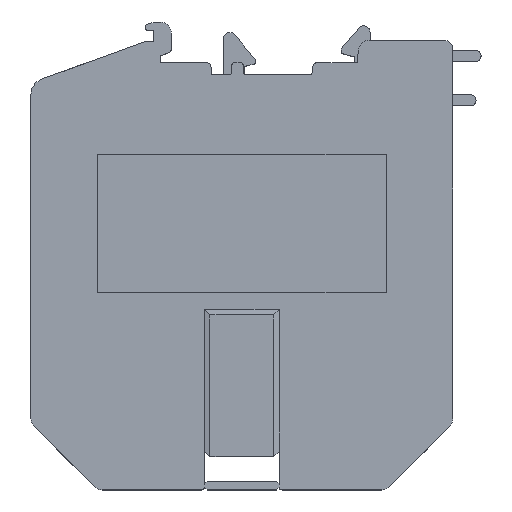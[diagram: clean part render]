
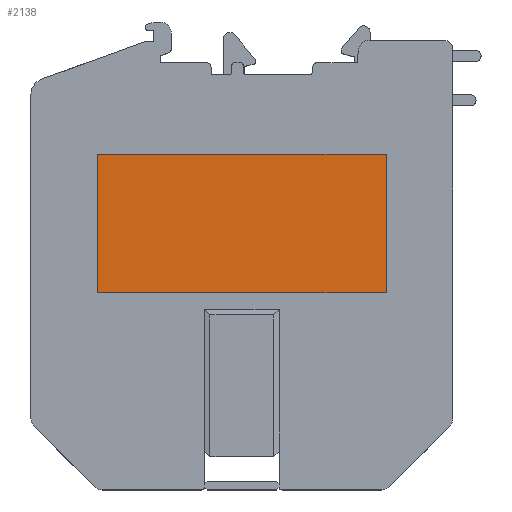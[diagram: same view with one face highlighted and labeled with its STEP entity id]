
A CAD part, top view. The second image highlights one B-rep face of the part: STEP entity #2138.
In plain terms, the highlighted planar face has unit normal (0, 0, 1).
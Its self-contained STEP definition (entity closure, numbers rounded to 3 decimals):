
#2138=ADVANCED_FACE('',(#5162),#5164,.F.);
#5162=FACE_BOUND('',#5163,.T.);
#5163=EDGE_LOOP('',(#8086,#8087,#8088,#8089));
#5164=PLANE('',#5165);
#5165=AXIS2_PLACEMENT_3D('',#5166,#5167,#5168);
#5166=CARTESIAN_POINT('',(1.2,38.1,1.05));
#5167=DIRECTION('',(0.,0.,-1.));
#5168=DIRECTION('',(-1.,0.,0.));
#8086=ORIENTED_EDGE('',*,*,#10182,.F.);
#8087=ORIENTED_EDGE('',*,*,#10186,.F.);
#8088=ORIENTED_EDGE('',*,*,#10189,.F.);
#8089=ORIENTED_EDGE('',*,*,#10191,.F.);
#10182=EDGE_CURVE('',#11967,#11969,#11970,.T.);
#10186=EDGE_CURVE('',#11974,#11967,#11976,.T.);
#10189=EDGE_CURVE('',#11979,#11974,#11981,.T.);
#10191=EDGE_CURVE('',#11969,#11979,#11983,.T.);
#11967=VERTEX_POINT('',#17709);
#11969=VERTEX_POINT('',#17713);
#11970=LINE('',#17714,#17715);
#11974=VERTEX_POINT('',#17724);
#11976=LINE('',#17728,#17729);
#11979=VERTEX_POINT('',#17735);
#11981=LINE('',#17739,#17740);
#11983=LINE('',#17745,#17746);
#17709=CARTESIAN_POINT('',(1.2,38.1,1.05));
#17713=CARTESIAN_POINT('',(-50.8,38.1,1.05));
#17714=CARTESIAN_POINT('',(1.2,38.1,1.05));
#17715=VECTOR('',#17716,1.);
#17716=DIRECTION('',(-1.,0.,0.));
#17724=CARTESIAN_POINT('',(1.2,63.1,1.05));
#17728=CARTESIAN_POINT('',(1.2,63.1,1.05));
#17729=VECTOR('',#17730,1.);
#17730=DIRECTION('',(0.,-1.,0.));
#17735=CARTESIAN_POINT('',(-50.8,63.1,1.05));
#17739=CARTESIAN_POINT('',(-50.8,63.1,1.05));
#17740=VECTOR('',#17741,1.);
#17741=DIRECTION('',(1.,0.,0.));
#17745=CARTESIAN_POINT('',(-50.8,38.1,1.05));
#17746=VECTOR('',#17747,1.);
#17747=DIRECTION('',(0.,1.,0.));
